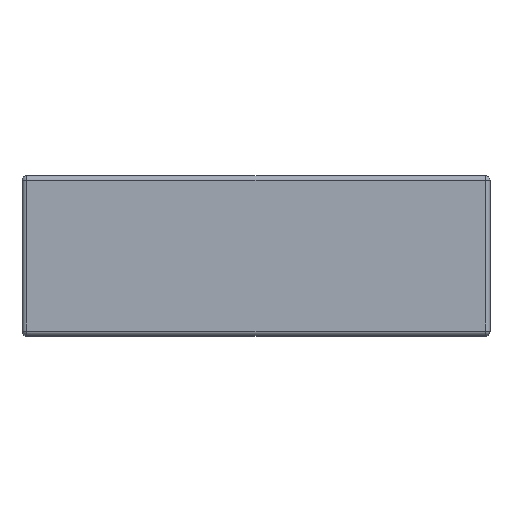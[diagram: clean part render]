
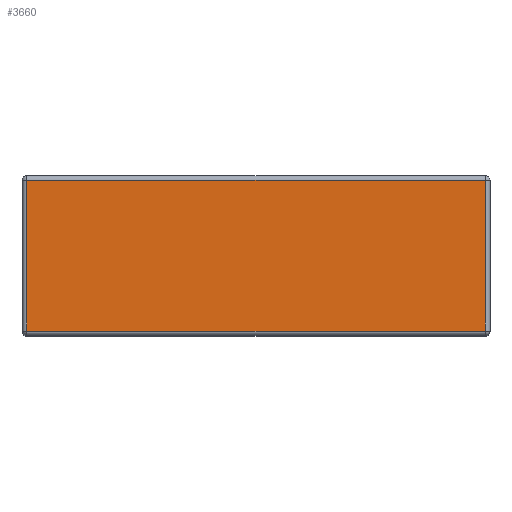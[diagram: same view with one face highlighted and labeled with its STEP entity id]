
A CAD part, top view. The second image highlights one B-rep face of the part: STEP entity #3660.
In plain terms, the highlighted planar face has unit normal (0, 0, 1).
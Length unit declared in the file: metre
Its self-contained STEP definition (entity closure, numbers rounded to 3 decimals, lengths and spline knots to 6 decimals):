
#270=LINE('',#5283,#678);
#271=LINE('',#5286,#679);
#272=LINE('',#5288,#680);
#273=LINE('',#5290,#681);
#678=VECTOR('',#4358,1.);
#679=VECTOR('',#4359,1.);
#680=VECTOR('',#4360,1.);
#681=VECTOR('',#4361,1.);
#1035=PLANE('',#4003);
#1318=ORIENTED_EDGE('',*,*,#2348,.T.);
#1319=ORIENTED_EDGE('',*,*,#2349,.T.);
#1320=ORIENTED_EDGE('',*,*,#2350,.T.);
#1321=ORIENTED_EDGE('',*,*,#2351,.T.);
#2348=EDGE_CURVE('',#2870,#2871,#270,.T.);
#2349=EDGE_CURVE('',#2871,#2872,#271,.F.);
#2350=EDGE_CURVE('',#2872,#2873,#272,.F.);
#2351=EDGE_CURVE('',#2873,#2870,#273,.T.);
#2870=VERTEX_POINT('',#5284);
#2871=VERTEX_POINT('',#5285);
#2872=VERTEX_POINT('',#5287);
#2873=VERTEX_POINT('',#5289);
#3187=EDGE_LOOP('',(#1318,#1319,#1320,#1321));
#3421=FACE_BOUND('',#3187,.T.);
#3660=ADVANCED_FACE('',(#3421),#1035,.T.);
#4003=AXIS2_PLACEMENT_3D('',#5282,#4356,#4357);
#4356=DIRECTION('',(0.,0.,1.));
#4357=DIRECTION('',(1.,0.,0.));
#4358=DIRECTION('',(1.,0.,0.));
#4359=DIRECTION('',(0.,-1.,0.));
#4360=DIRECTION('',(1.,0.,0.));
#4361=DIRECTION('',(0.,-1.,0.));
#5282=CARTESIAN_POINT('',(0.00925,-0.00235,0.0153));
#5283=CARTESIAN_POINT('',(0.0195,-0.00565,0.0153));
#5284=CARTESIAN_POINT('',(-0.0008,-0.00565,0.0153));
#5285=CARTESIAN_POINT('',(0.0193,-0.00565,0.0153));
#5286=CARTESIAN_POINT('',(0.0193,-0.00235,0.0153));
#5287=CARTESIAN_POINT('',(0.0193,0.00095,0.0153));
#5288=CARTESIAN_POINT('',(0.00925,0.00095,0.0153));
#5289=CARTESIAN_POINT('',(-0.0008,0.00095,0.0153));
#5290=CARTESIAN_POINT('',(-0.0008,-0.00585,0.0153));
